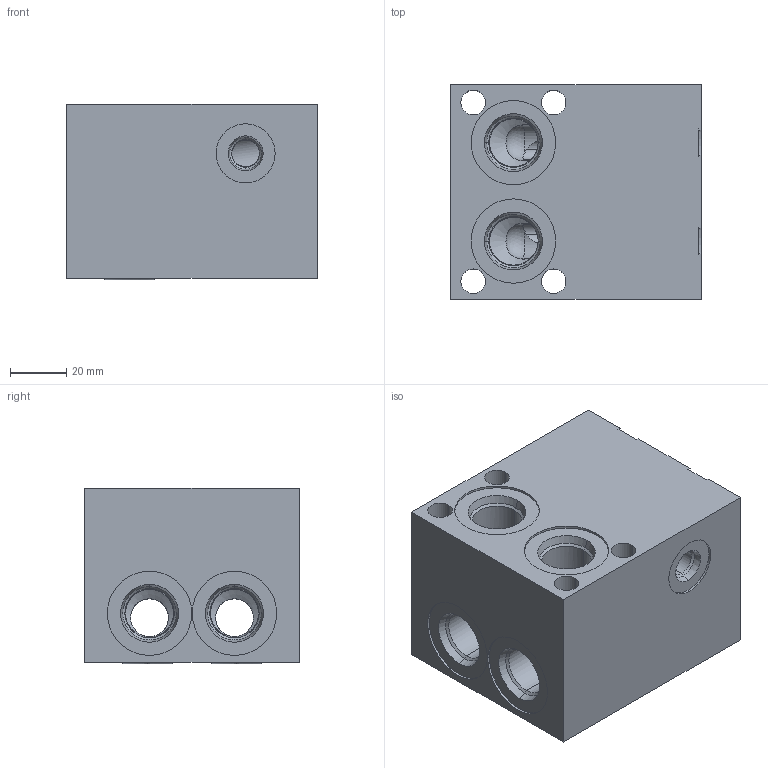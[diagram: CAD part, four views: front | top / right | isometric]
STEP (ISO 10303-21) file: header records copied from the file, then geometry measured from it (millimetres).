
FILE_DESCRIPTION((''),'2;1');
FILE_NAME('XZL_ASM','2020-11-30T',('ProEService'),(''),'PRO/ENGINEER BY PARAMETRIC TECHNOLOGY CORPORATION, 2014200','PRO/ENGINEER BY PARAMETRIC TECHNOLOGY CORPORATION, 2014200','');
FILE_SCHEMA(('CONFIG_CONTROL_DESIGN'));
Length unit declared in the file: inch
Products named in the file (3): 151-494; 500-001-113; XZL_ASM
Assembly tree (3 placements, depth 2):
  XZL_ASM
    151-494
    500-001-113  x2
Bounding box: 88.9 x 76.2 x 62.41 mm (x, y, z)
Volume: 316318.7 mm3; surface area: 59847.7 mm2
Topology: 3 solids, 3 shells, 187 faces, 800 edges, 775 vertices
Faces by surface type: cylinder 84, cone 70, plane 19, revolution 8, torus 4, sphere 2
Entity records: 9521 total; most frequent: CARTESIAN_POINT 3311, DIRECTION 1284, ORIENTED_EDGE 920, VECTOR 488, LINE 488, EDGE_CURVE 460, AXIS2_PLACEMENT_3D 396, TRIMMED_CURVE 330
